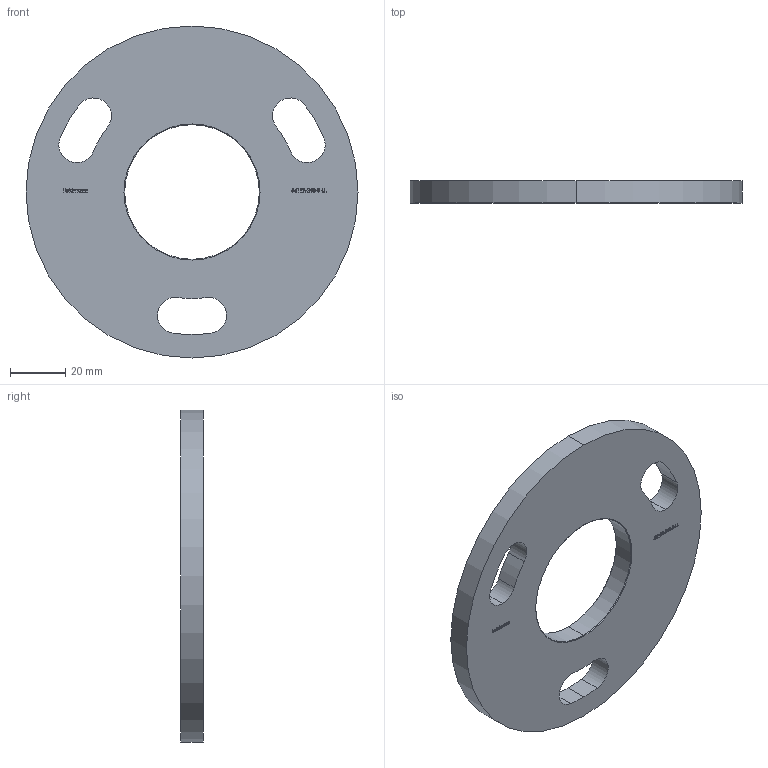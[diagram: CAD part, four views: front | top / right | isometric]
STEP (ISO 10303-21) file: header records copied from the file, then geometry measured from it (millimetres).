
FILE_DESCRIPTION (( 'STEP AP203' ), '1' );
FILE_NAME ('54112-240-8-LL.step', '2020-10-21T11:00:07', ( '' ), ( '' ), 'SwSTEP 2.0', 'SolidWorks 2018', '' );
FILE_SCHEMA (( 'CONFIG_CONTROL_DESIGN' ));
Length unit declared in the file: millimetre
Products named in the file (2): 54112-240-8-LL
Bounding box: 120 x 8 x 120 mm (x, y, z)
Volume: 68625.1 mm3; surface area: 22922.9 mm2
Topology: 1 solids, 1 shells, 284 faces, 752 edges, 500 vertices
Faces by surface type: plane 166, bspline 94, cylinder 20, cone 4
Entity records: 13983 total; most frequent: CARTESIAN_POINT 7360, ORIENTED_EDGE 1504, DIRECTION 992, EDGE_CURVE 752, VECTOR 520, LINE 520, VERTEX_POINT 500, EDGE_LOOP 322
